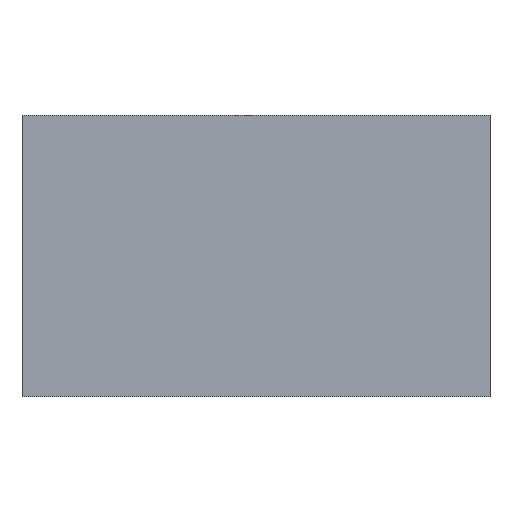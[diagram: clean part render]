
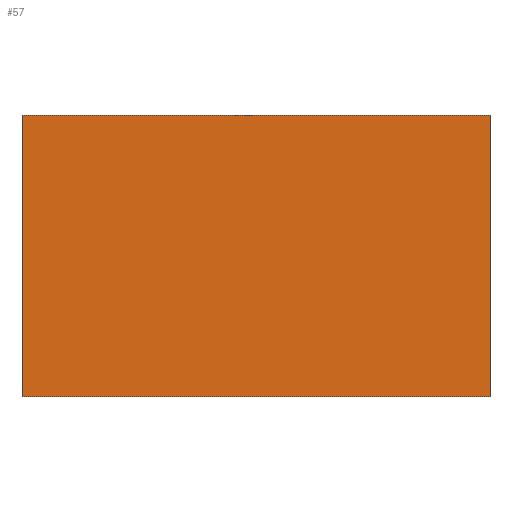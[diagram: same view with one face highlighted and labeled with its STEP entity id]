
A CAD part, front view. The second image highlights one B-rep face of the part: STEP entity #57.
In plain terms, the highlighted planar face has unit normal (0, -1, 0).
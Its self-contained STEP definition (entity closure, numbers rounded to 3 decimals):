
#8 = CARTESIAN_POINT ( 'NONE',  ( 16.602, -10., 20. ) ) ;
#21 = VERTEX_POINT ( 'NONE', #255 ) ;
#25 = VECTOR ( 'NONE', #162, 1000. ) ;
#30 = EDGE_CURVE ( 'NONE', #337, #21, #518, .T. ) ;
#37 = CARTESIAN_POINT ( 'NONE',  ( 16.602, -10., 20. ) ) ;
#53 = DIRECTION ( 'NONE',  ( 0., 0., -1. ) ) ;
#57 = ADVANCED_FACE ( 'NONE', ( #259 ), #160, .T. ) ;
#63 = ORIENTED_EDGE ( 'NONE', *, *, #306, .T. ) ;
#64 = CARTESIAN_POINT ( 'NONE',  ( 0., -10., 20. ) ) ;
#83 = DIRECTION ( 'NONE',  ( -1., 0., 0. ) ) ;
#87 = VERTEX_POINT ( 'NONE', #8 ) ;
#106 = ORIENTED_EDGE ( 'NONE', *, *, #30, .F. ) ;
#112 = EDGE_CURVE ( 'NONE', #495, #21, #135, .T. ) ;
#135 = LINE ( 'NONE', #437, #237 ) ;
#160 = PLANE ( 'NONE',  #172 ) ;
#162 = DIRECTION ( 'NONE',  ( 0., 0., -1. ) ) ;
#172 = AXIS2_PLACEMENT_3D ( 'NONE', #496, #375, #451 ) ;
#198 = EDGE_LOOP ( 'NONE', ( #106, #488, #63, #263 ) ) ;
#199 = EDGE_CURVE ( 'NONE', #87, #337, #240, .T. ) ;
#237 = VECTOR ( 'NONE', #53, 1000. ) ;
#240 = LINE ( 'NONE', #37, #25 ) ;
#255 = CARTESIAN_POINT ( 'NONE',  ( -16.602, -10., 0. ) ) ;
#256 = CARTESIAN_POINT ( 'NONE',  ( -16.602, -10., 20. ) ) ;
#259 = FACE_OUTER_BOUND ( 'NONE', #198, .T. ) ;
#263 = ORIENTED_EDGE ( 'NONE', *, *, #112, .T. ) ;
#270 = LINE ( 'NONE', #64, #408 ) ;
#277 = DIRECTION ( 'NONE',  ( -1., 0., 0. ) ) ;
#306 = EDGE_CURVE ( 'NONE', #87, #495, #270, .T. ) ;
#337 = VERTEX_POINT ( 'NONE', #362 ) ;
#362 = CARTESIAN_POINT ( 'NONE',  ( 16.602, -10., 0. ) ) ;
#370 = CARTESIAN_POINT ( 'NONE',  ( 0., -10., 0. ) ) ;
#375 = DIRECTION ( 'NONE',  ( 0., -1., 0. ) ) ;
#408 = VECTOR ( 'NONE', #277, 1000. ) ;
#437 = CARTESIAN_POINT ( 'NONE',  ( -16.602, -10., 20. ) ) ;
#439 = VECTOR ( 'NONE', #83, 1000. ) ;
#451 = DIRECTION ( 'NONE',  ( 1., 0., 0. ) ) ;
#488 = ORIENTED_EDGE ( 'NONE', *, *, #199, .F. ) ;
#495 = VERTEX_POINT ( 'NONE', #256 ) ;
#496 = CARTESIAN_POINT ( 'NONE',  ( 0., -10., 20. ) ) ;
#518 = LINE ( 'NONE', #370, #439 ) ;
